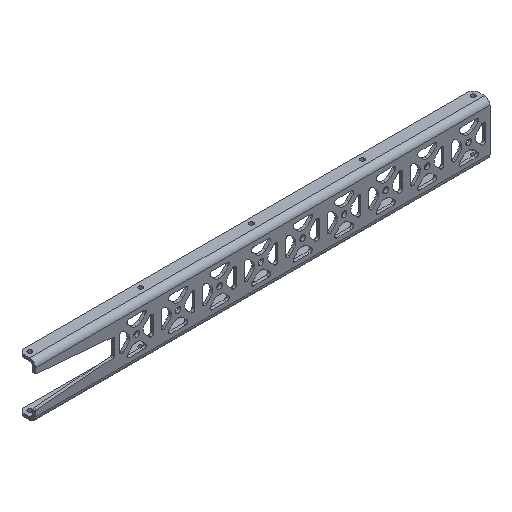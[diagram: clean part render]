
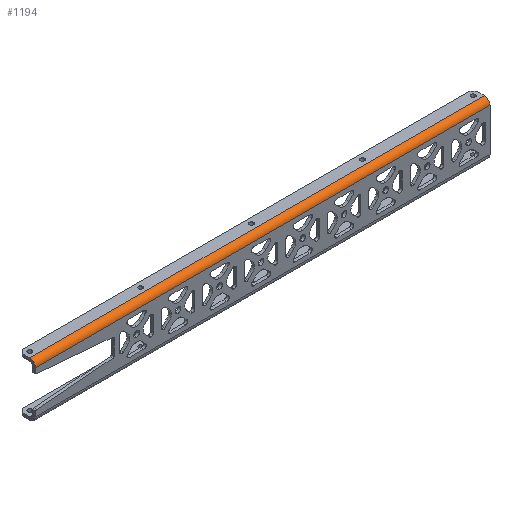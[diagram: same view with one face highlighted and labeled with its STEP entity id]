
A CAD part, isometric view. The second image highlights one B-rep face of the part: STEP entity #1194.
In plain terms, the highlighted cylindrical face has radius 5.08 mm (diameter 10.16 mm), a partial arc.
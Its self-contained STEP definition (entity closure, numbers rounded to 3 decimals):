
#88 = ORIENTED_EDGE ( 'NONE', *, *, #2869, .F. ) ;
#452 = CARTESIAN_POINT ( 'NONE',  ( 202.5, 5.08, 18.945 ) ) ;
#638 = EDGE_CURVE ( 'NONE', #2183, #1758, #2274, .T. ) ;
#812 = CARTESIAN_POINT ( 'NONE',  ( 202.5, 0., 18.945 ) ) ;
#1194 = ADVANCED_FACE ( 'NONE', ( #6099 ), #2011, .T. ) ;
#1219 = DIRECTION ( 'NONE',  ( 1., 0., 0. ) ) ;
#1758 = VERTEX_POINT ( 'NONE', #9913 ) ;
#1888 = DIRECTION ( 'NONE',  ( 1., 0., 0. ) ) ;
#2011 = CYLINDRICAL_SURFACE ( 'NONE', #8887, 5.08 ) ;
#2183 = VERTEX_POINT ( 'NONE', #8751 ) ;
#2274 = LINE ( 'NONE', #7206, #8582 ) ;
#2547 = LINE ( 'NONE', #812, #5587 ) ;
#2869 = EDGE_CURVE ( 'NONE', #10757, #4958, #2547, .T. ) ;
#3667 = CARTESIAN_POINT ( 'NONE',  ( 202.5, 0., 18.945 ) ) ;
#3719 = CARTESIAN_POINT ( 'NONE',  ( -202.5, 5.08, 18.945 ) ) ;
#3774 = DIRECTION ( 'NONE',  ( 0., 0., -1. ) ) ;
#4063 = ORIENTED_EDGE ( 'NONE', *, *, #5269, .F. ) ;
#4958 = VERTEX_POINT ( 'NONE', #5298 ) ;
#4987 = AXIS2_PLACEMENT_3D ( 'NONE', #452, #1219, #3774 ) ;
#5196 = EDGE_CURVE ( 'NONE', #4958, #1758, #8476, .T. ) ;
#5269 = EDGE_CURVE ( 'NONE', #2183, #10757, #10233, .T. ) ;
#5285 = CARTESIAN_POINT ( 'NONE',  ( 202.5, 5.08, 18.945 ) ) ;
#5298 = CARTESIAN_POINT ( 'NONE',  ( -202.5, 0., 18.945 ) ) ;
#5587 = VECTOR ( 'NONE', #6594, 1000. ) ;
#6099 = FACE_OUTER_BOUND ( 'NONE', #6901, .T. ) ;
#6576 = ORIENTED_EDGE ( 'NONE', *, *, #638, .T. ) ;
#6594 = DIRECTION ( 'NONE',  ( -1., 0., 0. ) ) ;
#6730 = AXIS2_PLACEMENT_3D ( 'NONE', #3719, #6944, #8584 ) ;
#6901 = EDGE_LOOP ( 'NONE', ( #88, #4063, #6576, #8438 ) ) ;
#6944 = DIRECTION ( 'NONE',  ( -1., 0., 0. ) ) ;
#6978 = DIRECTION ( 'NONE',  ( 0., 0., 1. ) ) ;
#7206 = CARTESIAN_POINT ( 'NONE',  ( -202.5, 5.08, 24.025 ) ) ;
#7914 = DIRECTION ( 'NONE',  ( -1., 0., 0. ) ) ;
#8438 = ORIENTED_EDGE ( 'NONE', *, *, #5196, .F. ) ;
#8476 = CIRCLE ( 'NONE', #6730, 5.08 ) ;
#8582 = VECTOR ( 'NONE', #7914, 1000. ) ;
#8584 = DIRECTION ( 'NONE',  ( 0., 0., -1. ) ) ;
#8751 = CARTESIAN_POINT ( 'NONE',  ( 202.5, 5.08, 24.025 ) ) ;
#8887 = AXIS2_PLACEMENT_3D ( 'NONE', #5285, #1888, #6978 ) ;
#9913 = CARTESIAN_POINT ( 'NONE',  ( -202.5, 5.08, 24.025 ) ) ;
#10233 = CIRCLE ( 'NONE', #4987, 5.08 ) ;
#10757 = VERTEX_POINT ( 'NONE', #3667 ) ;
